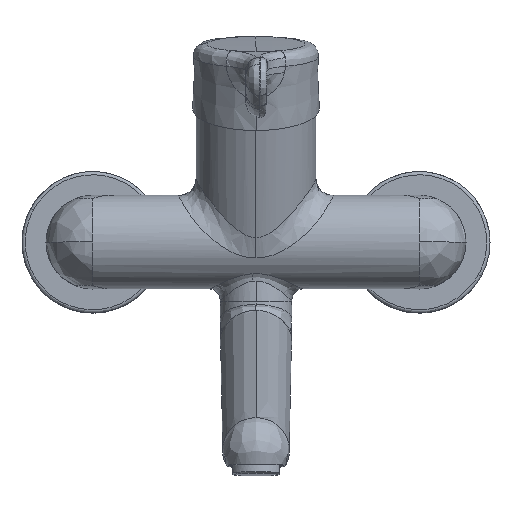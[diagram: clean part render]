
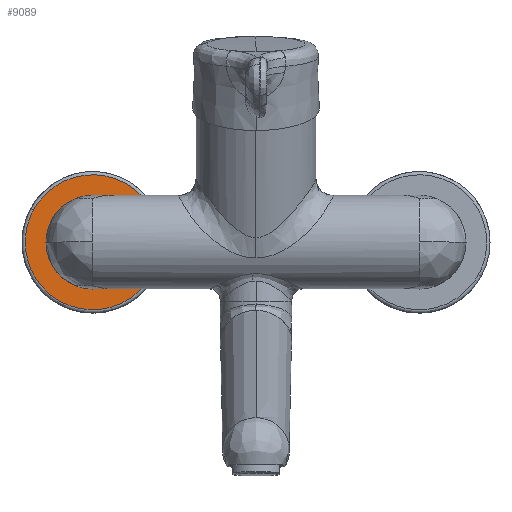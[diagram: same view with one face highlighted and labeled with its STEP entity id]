
A CAD part, top view. The second image highlights one B-rep face of the part: STEP entity #9089.
In plain terms, the highlighted planar face has unit normal (0, 0, 1).
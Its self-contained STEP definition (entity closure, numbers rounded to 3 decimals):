
#166 =( BOUNDED_CURVE ( )  B_SPLINE_CURVE ( 3, ( #12340, #1598, #9695, #1655 ),
 .UNSPECIFIED., .F., .T. ) 
 B_SPLINE_CURVE_WITH_KNOTS ( ( 4, 4 ),
 ( 0., 1. ),
 .UNSPECIFIED. ) 
 CURVE ( )  GEOMETRIC_REPRESENTATION_ITEM ( )  RATIONAL_B_SPLINE_CURVE ( ( 1., 0.333, 0.333, 1. ) ) 
 REPRESENTATION_ITEM ( '' )  );
#643 = CARTESIAN_POINT ( 'NONE',  ( -75., 0., 34. ) ) ;
#847 = EDGE_LOOP ( 'NONE', ( #6412, #9974 ) ) ;
#1387 =( BOUNDED_CURVE ( )  B_SPLINE_CURVE ( 3, ( #9506, #14858, #11301, #1471 ),
 .UNSPECIFIED., .F., .F. ) 
 B_SPLINE_CURVE_WITH_KNOTS ( ( 4, 4 ),
 ( 0., 1. ),
 .UNSPECIFIED. ) 
 CURVE ( )  GEOMETRIC_REPRESENTATION_ITEM ( )  RATIONAL_B_SPLINE_CURVE ( ( 1., 0.333, 0.333, 1. ) ) 
 REPRESENTATION_ITEM ( '' )  );
#1471 = CARTESIAN_POINT ( 'NONE',  ( -47.795, -14.862, 34. ) ) ;
#1598 = CARTESIAN_POINT ( 'NONE',  ( -77.519, -69.272, 34. ) ) ;
#1655 = CARTESIAN_POINT ( 'NONE',  ( -102.205, 14.862, 34. ) ) ;
#1775 = VERTEX_POINT ( 'NONE', #6914 ) ;
#1996 = CARTESIAN_POINT ( 'NONE',  ( -102.205, 14.862, 34. ) ) ;
#2012 = DIRECTION ( 'NONE',  ( 0., 1., 0. ) ) ;
#2569 = CARTESIAN_POINT ( 'NONE',  ( -47.795, -14.862, 34. ) ) ;
#3299 = FACE_OUTER_BOUND ( 'NONE', #847, .T. ) ;
#3582 = VERTEX_POINT ( 'NONE', #12948 ) ;
#4249 = CARTESIAN_POINT ( 'NONE',  ( -75., 0., 34. ) ) ;
#5312 = DIRECTION ( 'NONE',  ( 1., 0., 0. ) ) ;
#5607 = DIRECTION ( 'NONE',  ( 0., 1., 0. ) ) ;
#6028 = EDGE_CURVE ( 'NONE', #15299, #9064, #1387, .T. ) ;
#6029 = CIRCLE ( 'NONE', #14438, 21.5 ) ;
#6412 = ORIENTED_EDGE ( 'NONE', *, *, #6028, .F. ) ;
#6677 = AXIS2_PLACEMENT_3D ( 'NONE', #643, #10044, #2012 ) ;
#6914 = CARTESIAN_POINT ( 'NONE',  ( -75., -21.5, 34. ) ) ;
#7698 = EDGE_LOOP ( 'NONE', ( #9532, #16706 ) ) ;
#7808 = EDGE_CURVE ( 'NONE', #3582, #1775, #11098, .T. ) ;
#9064 = VERTEX_POINT ( 'NONE', #2569 ) ;
#9089 = ADVANCED_FACE ( 'NONE', ( #9998, #3299 ), #11884, .F. ) ;
#9410 = EDGE_CURVE ( 'NONE', #1775, #3582, #6029, .T. ) ;
#9506 = CARTESIAN_POINT ( 'NONE',  ( -102.205, 14.862, 34. ) ) ;
#9532 = ORIENTED_EDGE ( 'NONE', *, *, #7808, .T. ) ;
#9695 = CARTESIAN_POINT ( 'NONE',  ( -131.929, -39.548, 34. ) ) ;
#9746 = EDGE_CURVE ( 'NONE', #9064, #15299, #166, .T. ) ;
#9930 = AXIS2_PLACEMENT_3D ( 'NONE', #11999, #13359, #5312 ) ;
#9974 = ORIENTED_EDGE ( 'NONE', *, *, #9746, .F. ) ;
#9998 = FACE_BOUND ( 'NONE', #7698, .T. ) ;
#10044 = DIRECTION ( 'NONE',  ( 0., 0., -1. ) ) ;
#11098 = CIRCLE ( 'NONE', #6677, 21.5 ) ;
#11301 = CARTESIAN_POINT ( 'NONE',  ( -18.071, 39.548, 34. ) ) ;
#11884 = PLANE ( 'NONE',  #9930 ) ;
#11999 = CARTESIAN_POINT ( 'NONE',  ( -44., 0., 34. ) ) ;
#12340 = CARTESIAN_POINT ( 'NONE',  ( -47.795, -14.862, 34. ) ) ;
#12948 = CARTESIAN_POINT ( 'NONE',  ( -75., 21.5, 34. ) ) ;
#13359 = DIRECTION ( 'NONE',  ( 0., 0., -1. ) ) ;
#13641 = DIRECTION ( 'NONE',  ( 0., 0., -1. ) ) ;
#14438 = AXIS2_PLACEMENT_3D ( 'NONE', #4249, #13641, #5607 ) ;
#14858 = CARTESIAN_POINT ( 'NONE',  ( -72.481, 69.272, 34. ) ) ;
#15299 = VERTEX_POINT ( 'NONE', #1996 ) ;
#16706 = ORIENTED_EDGE ( 'NONE', *, *, #9410, .T. ) ;
